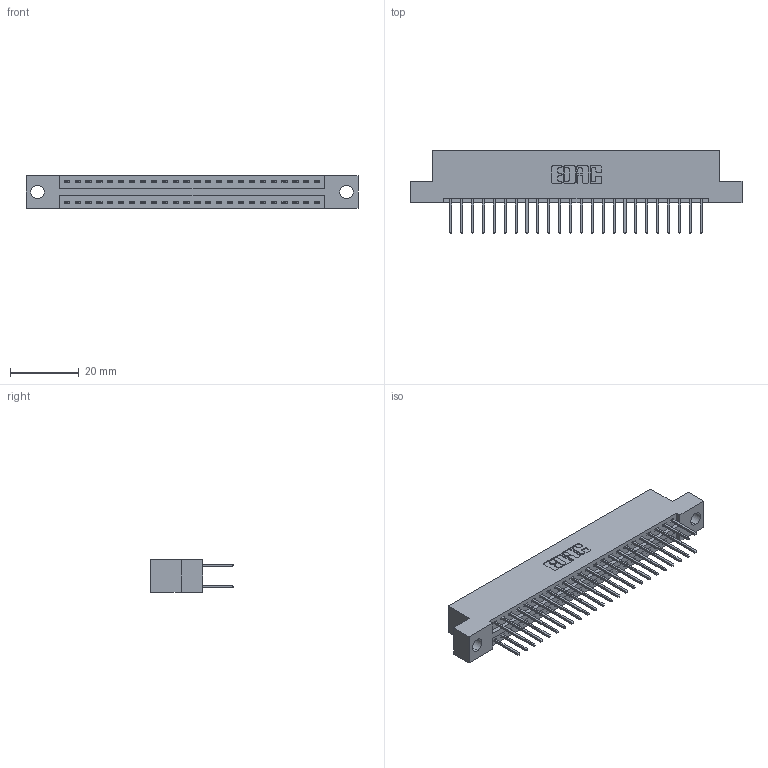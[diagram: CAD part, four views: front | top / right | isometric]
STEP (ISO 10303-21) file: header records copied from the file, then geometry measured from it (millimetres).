
FILE_DESCRIPTION (( 'STEP AP203' ), '1' );
FILE_NAME ('346-048-526-204.STEP', '2022-05-20T21:23:20', ( '' ), ( '' ), 'SwSTEP 2.0', 'SolidWorks 2020', '' );
FILE_SCHEMA (( 'CONFIG_CONTROL_DESIGN' ));
Length unit declared in the file: inch
Products named in the file (3): 345-292-001_345-293-126; 346-048-526-204; 346 Part_Flush Mounting Lugs - 0.156 Dia-TH
Assembly tree (49 placements, depth 2):
  346-048-526-204
    346 Part_Flush Mounting Lugs - 0.156 Dia-TH
    345-292-001_345-293-126  x48
Bounding box: 96.77 x 24.13 x 9.4 mm (x, y, z)
Volume: 9269.6 mm3; surface area: 12659 mm2
Topology: 49 solids, 49 shells, 2632 faces, 7805 edges, 5138 vertices
Faces by surface type: plane 1770, cylinder 862
Entity records: 18523 total; most frequent: CARTESIAN_POINT 3082, ORIENTED_EDGE 3014, DIRECTION 2767, EDGE_CURVE 1507, LINE 1279, VECTOR 1279, VERTEX_POINT 1002, AXIS2_PLACEMENT_3D 744
